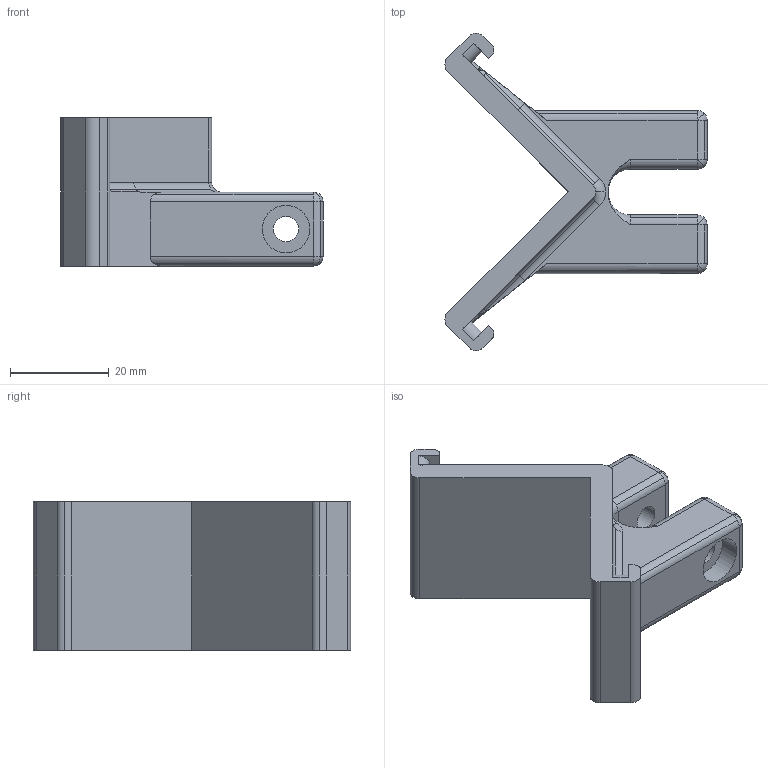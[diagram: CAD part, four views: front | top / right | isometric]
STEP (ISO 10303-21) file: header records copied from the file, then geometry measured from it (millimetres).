
FILE_DESCRIPTION(/* description */ ('Alibre Inc.'),/* implementation_level */ '2;1');
FILE_NAME(/* name */ 'export-3685BBC3-0DA9-4877-8BF5-7B8055DFC8B7',/* time_stamp */ '2024-12-04T21:09:41-06:00',/* author */ (''),/* organization */ (''),/* preprocessor_version */ 'ST-DEVELOPER v17',/* originating_system */ 'Alibre',/* authorisation */ '');
FILE_SCHEMA (('CONFIG_CONTROL_DESIGN'));
Length unit declared in the file: millimetre
Products named in the file (1): IC4 Mount
Bounding box: 53.06 x 64.23 x 30 mm (x, y, z)
Volume: 23491.9 mm3; surface area: 9843.9 mm2
Topology: 1 solids, 1 shells, 146 faces, 371 edges, 227 vertices
Faces by surface type: cylinder 76, plane 38, sphere 16, torus 8, bspline 8
Entity records: 4882 total; most frequent: CARTESIAN_POINT 1357, ORIENTED_EDGE 738, DIRECTION 700, EDGE_CURVE 369, AXIS2_PLACEMENT_3D 285, VERTEX_POINT 227, VECTOR 176, LINE 176
